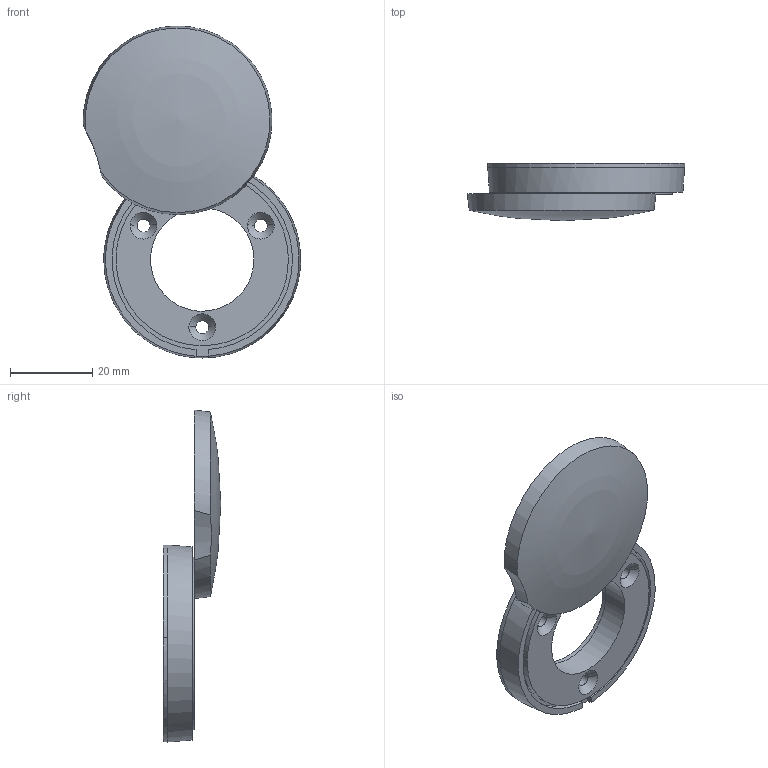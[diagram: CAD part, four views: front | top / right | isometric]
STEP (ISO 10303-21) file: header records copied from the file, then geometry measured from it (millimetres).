
FILE_DESCRIPTION((''),'2;1');
FILE_NAME('','2005-07-15T16:07:12',(''),(''),'','CADfix','');
FILE_SCHEMA(('AUTOMOTIVE_DESIGN'));
Length unit declared in the file: millimetre
Products named in the file (4): packing; cap; base; TL_276_3840_36
Assembly tree (3 placements, depth 2):
  TL_276_3840_36
    packing
    cap
    base
Bounding box: 52.97 x 14 x 80.93 mm (x, y, z)
Volume: 9016.1 mm3; surface area: 12983.5 mm2
Topology: 3 solids, 3 shells, 96 faces, 305 edges, 225 vertices
Faces by surface type: bspline 96
Entity records: 3953 total; most frequent: CARTESIAN_POINT 2236, ORIENTED_EDGE 610, EDGE_CURVE 305, VERTEX_POINT 225, EDGE_LOOP 124, FACE_OUTER_BOUND 96, ADVANCED_FACE 96, QUASI_UNIFORM_CURVE 84
